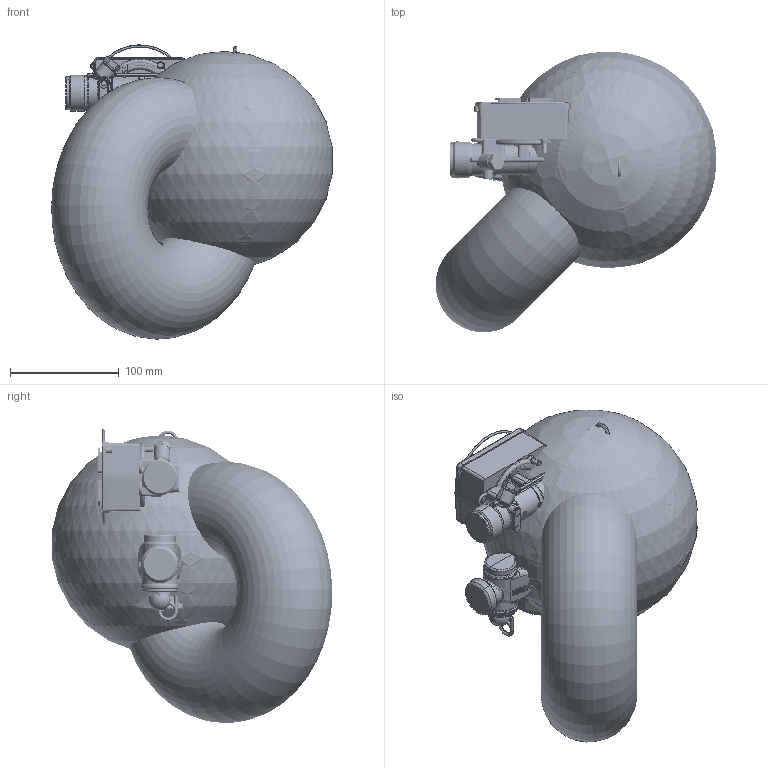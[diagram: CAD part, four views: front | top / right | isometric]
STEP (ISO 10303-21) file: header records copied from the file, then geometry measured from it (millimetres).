
FILE_DESCRIPTION((''),'2;1');
FILE_NAME('_700214007_ALLCATPA00_SW0001','2017-03-03T',('sparenzan'),(''),'CREO PARAMETRIC BY PTC INC, 2016050','CREO PARAMETRIC BY PTC INC, 2016050','');
FILE_SCHEMA(('CONFIG_CONTROL_DESIGN'));
Products named in the file (1): _700214007_ALLCATPA00_SW0001
Bounding box: 257.68 x 257.58 x 270.15 mm (x, y, z)
Surface area: 881729.6 mm2 (no closed solid volume)
Topology: 0 solids, 0 shells, 3731 faces, 19419 edges, 19068 vertices
Faces by surface type: bspline 3342, torus 278, sphere 111
Entity records: 358371 total; most frequent: CARTESIAN_POINT 194275, DIRECTION 24750, TRIMMED_CURVE 20932, DEFINITIONAL_REPRESENTATION 18848, PCURVE 18848, COMPOSITE_CURVE_SEGMENT 18848, VECTOR 17892, LINE 17892
